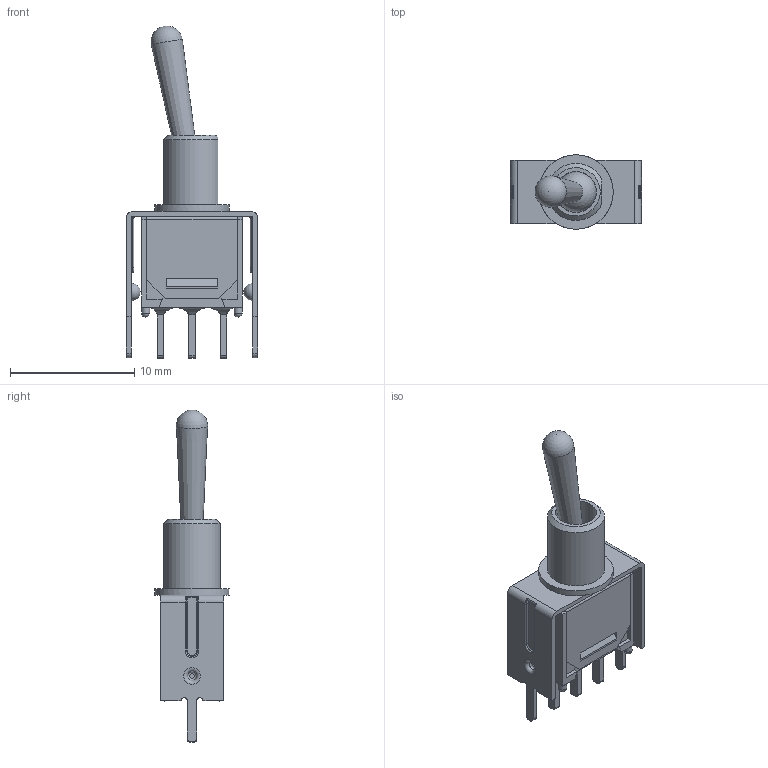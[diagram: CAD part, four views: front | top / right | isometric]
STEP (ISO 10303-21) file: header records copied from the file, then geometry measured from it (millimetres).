
FILE_DESCRIPTION(/* description */ (''),/* implementation_level */ '2;1');
FILE_NAME(/* name */ '200MSP6T1B1VS2xE.stp',/* time_stamp */ '2026-01-17T21:15:14-06:00',/* author */ ('jmeyers'),/* organization */ (''),/* preprocessor_version */ 'ST-DEVELOPER v18.1',/* originating_system */ 'Autodesk Inventor 2022',/* authorisation */ '');
FILE_SCHEMA (('AUTOMOTIVE_DESIGN { 1 0 10303 214 3 1 1 }','INTEGRATED_CNC_SCHEMA'));
Length unit declared in the file: inch
Products named in the file (1): Part47
Bounding box: 10.56 x 6 x 26.75 mm (x, y, z)
Volume: 334.3 mm3; surface area: 1164.8 mm2
Topology: 1 solids, 2 shells, 230 faces, 611 edges, 371 vertices
Faces by surface type: plane 119, cylinder 57, bspline 26, torus 18, sphere 8, cone 2
Full cylindrical faces by diameter (mm): 0.65 x4, 0.72 x2, 1.4 x2, 3.3 x1, 6 x1
Entity records: 8119 total; most frequent: CARTESIAN_POINT 2581, ORIENTED_EDGE 1184, DIRECTION 1083, EDGE_CURVE 592, VERTEX_POINT 371, LINE 365, VECTOR 365, AXIS2_PLACEMENT_3D 359
